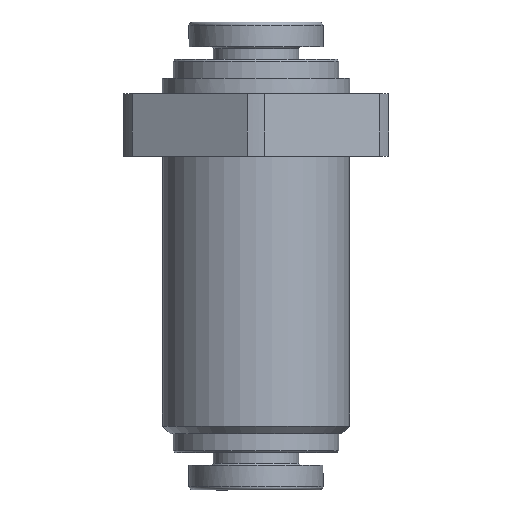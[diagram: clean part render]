
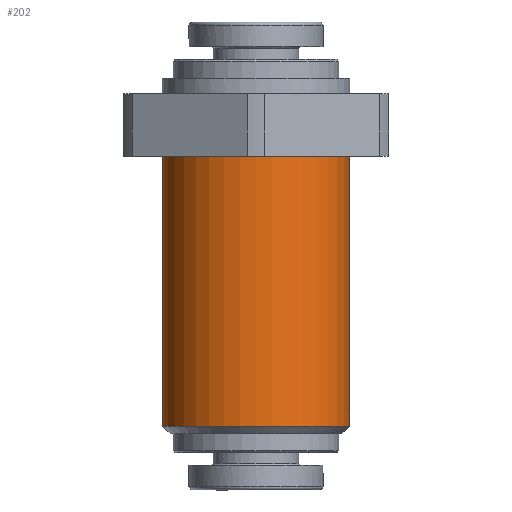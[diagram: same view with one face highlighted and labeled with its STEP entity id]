
A CAD part, front view. The second image highlights one B-rep face of the part: STEP entity #202.
In plain terms, the highlighted cylindrical face has radius 6 mm (diameter 12 mm), a full revolution.
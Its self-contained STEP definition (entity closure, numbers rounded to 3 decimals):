
#160=CARTESIAN_POINT('',(-6.,0.,-19.3));
#161=VERTEX_POINT('',#160);
#162=CARTESIAN_POINT('',(0.,0.0,-19.3));
#163=DIRECTION('',(0.0,0.0,-1.0));
#164=DIRECTION('',(1.0,0.0,0.0));
#165=AXIS2_PLACEMENT_3D('',#162,#163,#164);
#166=CIRCLE('',#165,6.);
#167=EDGE_CURVE('',#161,#161,#166,.T.);
#183=CARTESIAN_POINT('',(0.,0.0,-17.1));
#184=DIRECTION('',(0.,0.0,-1.0));
#185=DIRECTION('',(-1.0,0.0,0.0));
#186=AXIS2_PLACEMENT_3D('',#183,#184,#185);
#187=CYLINDRICAL_SURFACE('',#186,6.);
#188=CARTESIAN_POINT('',(-6.,0.0,-2.));
#189=VERTEX_POINT('',#188);
#190=CARTESIAN_POINT('',(0.,0.0,-2.0));
#191=DIRECTION('',(0.0,0.0,1.0));
#192=DIRECTION('',(-1.0,0.0,0.0));
#193=AXIS2_PLACEMENT_3D('',#190,#191,#192);
#194=CIRCLE('',#193,6.);
#195=EDGE_CURVE('',#189,#189,#194,.T.);
#196=ORIENTED_EDGE('',*,*,#195,.F.);
#197=EDGE_LOOP('',(#196));
#198=FACE_OUTER_BOUND('',#197,.T.);
#199=ORIENTED_EDGE('',*,*,#167,.F.);
#200=EDGE_LOOP('',(#199));
#201=FACE_BOUND('',#200,.T.);
#202=ADVANCED_FACE('',(#198,#201),#187,.T.);
